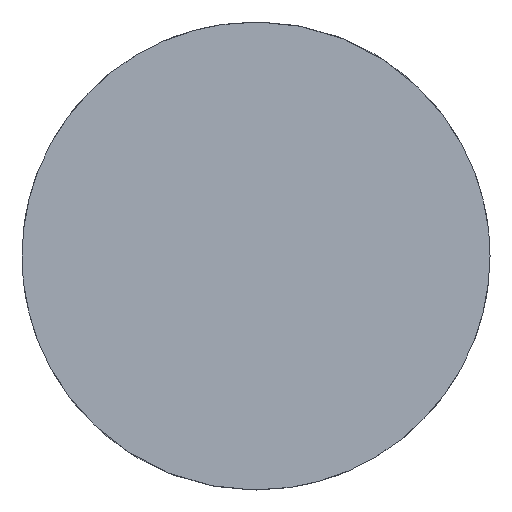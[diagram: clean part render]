
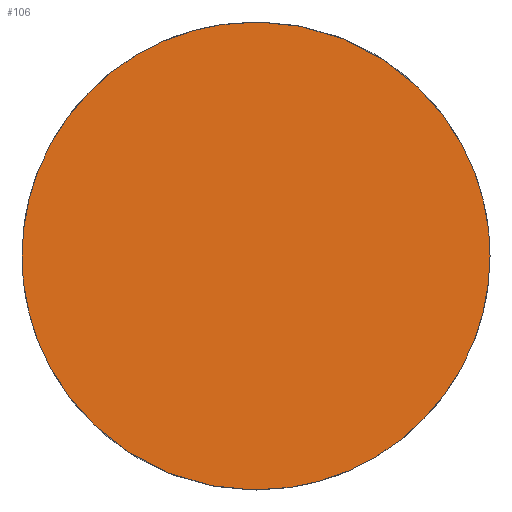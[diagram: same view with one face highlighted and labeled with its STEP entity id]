
A CAD part, front view. The second image highlights one B-rep face of the part: STEP entity #106.
In plain terms, the highlighted planar face has unit normal (0.64, -0.768, 0).
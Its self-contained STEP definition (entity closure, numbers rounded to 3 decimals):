
#11=CARTESIAN_POINT('',(30.,50.,0.));
#12=CARTESIAN_POINT('',(30.,50.,-1.768));
#13=CARTESIAN_POINT('',(29.686,49.738,-5.436));
#14=CARTESIAN_POINT('',(28.094,48.412,-11.077));
#15=CARTESIAN_POINT('',(25.3,46.083,-16.514));
#16=CARTESIAN_POINT('',(21.366,42.805,-21.367));
#17=CARTESIAN_POINT('',(16.514,38.762,-25.3));
#18=CARTESIAN_POINT('',(11.076,34.23,-28.094));
#19=CARTESIAN_POINT('',(6.379,30.316,-29.421));
#20=CARTESIAN_POINT('',(2.68,27.233,-29.922));
#21=CARTESIAN_POINT('',(0.,25.,-30.039));
#22=CARTESIAN_POINT('',(-2.68,22.767,-29.922));
#23=CARTESIAN_POINT('',(-6.379,19.684,-29.421));
#24=CARTESIAN_POINT('',(-11.076,15.77,-28.094));
#25=CARTESIAN_POINT('',(-16.514,11.238,-25.3));
#26=CARTESIAN_POINT('',(-21.366,7.195,-21.367));
#27=CARTESIAN_POINT('',(-25.3,3.917,-16.514));
#28=CARTESIAN_POINT('',(-28.094,1.588,-11.077));
#29=CARTESIAN_POINT('',(-29.686,0.262,-5.436));
#30=CARTESIAN_POINT('',(-30.,0.,-1.768));
#31=CARTESIAN_POINT('',(-30.,0.,0.));
#37=CARTESIAN_POINT('',(-30.,0.,0.));
#38=CARTESIAN_POINT('',(-30.,0.,1.768));
#39=CARTESIAN_POINT('',(-29.686,0.262,5.436));
#40=CARTESIAN_POINT('',(-28.094,1.588,11.077));
#41=CARTESIAN_POINT('',(-25.3,3.917,16.514));
#42=CARTESIAN_POINT('',(-21.366,7.195,21.367));
#43=CARTESIAN_POINT('',(-16.514,11.238,25.3));
#44=CARTESIAN_POINT('',(-11.076,15.77,28.094));
#45=CARTESIAN_POINT('',(-6.379,19.684,29.421));
#46=CARTESIAN_POINT('',(-2.68,22.767,29.922));
#47=CARTESIAN_POINT('',(0.,25.,30.039));
#48=CARTESIAN_POINT('',(2.68,27.233,29.922));
#49=CARTESIAN_POINT('',(6.379,30.316,29.421));
#50=CARTESIAN_POINT('',(11.076,34.23,28.094));
#51=CARTESIAN_POINT('',(16.514,38.762,25.3));
#52=CARTESIAN_POINT('',(21.366,42.805,21.367));
#53=CARTESIAN_POINT('',(25.3,46.083,16.514));
#54=CARTESIAN_POINT('',(28.094,48.412,11.077));
#55=CARTESIAN_POINT('',(29.686,49.738,5.436));
#56=CARTESIAN_POINT('',(30.,50.,1.768));
#57=CARTESIAN_POINT('',(30.,50.,0.));
#67=VERTEX_POINT('',#11);
#68=VERTEX_POINT('',#31);
#96=CARTESIAN_POINT('',(30.,50.,-36.));
#97=DIRECTION('',(-0.64,0.768,0.));
#98=DIRECTION('',(-0.768,-0.64,0.));
#99=AXIS2_PLACEMENT_3D('',#96,#97,#98);
#100=PLANE('',#99);
#101=ORIENTED_EDGE('',*,*,#86,.T.);
#103=ORIENTED_EDGE('',*,*,#102,.T.);
#104=EDGE_LOOP('',(#101,#103));
#105=FACE_OUTER_BOUND('',#104,.F.);
#106=ADVANCED_FACE('',(#105),#100,.F.);
#32=B_SPLINE_CURVE_WITH_KNOTS('',3,(#11,#12,#13,#14,#15,#16,#17,#18,#19,#20,#21,
#22,#23,#24,#25,#26,#27,#28,#29,#30,#31),.UNSPECIFIED.,.F.,.F.,(4,1,1,1,1,1,1,1,
1,1,1,1,1,1,1,1,1,1,4),(0.,0.063,0.125,0.188,0.25,0.313,0.375,
0.438,0.469,0.5,0.531,0.563,0.625,0.688,0.75,0.813,
0.875,0.938,1.),.UNSPECIFIED.);
#58=B_SPLINE_CURVE_WITH_KNOTS('',3,(#37,#38,#39,#40,#41,#42,#43,#44,#45,#46,#47,
#48,#49,#50,#51,#52,#53,#54,#55,#56,#57),.UNSPECIFIED.,.F.,.F.,(4,1,1,1,1,1,1,1,
1,1,1,1,1,1,1,1,1,1,4),(0.,0.063,0.125,0.188,0.25,0.313,0.375,
0.438,0.469,0.5,0.531,0.563,0.625,0.688,0.75,0.813,
0.875,0.938,1.),.UNSPECIFIED.);
#86=EDGE_CURVE('',#67,#68,#32,.T.);
#102=EDGE_CURVE('',#68,#67,#58,.T.);
